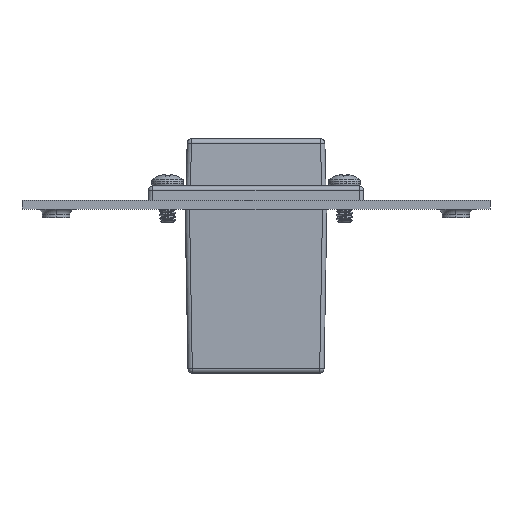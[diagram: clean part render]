
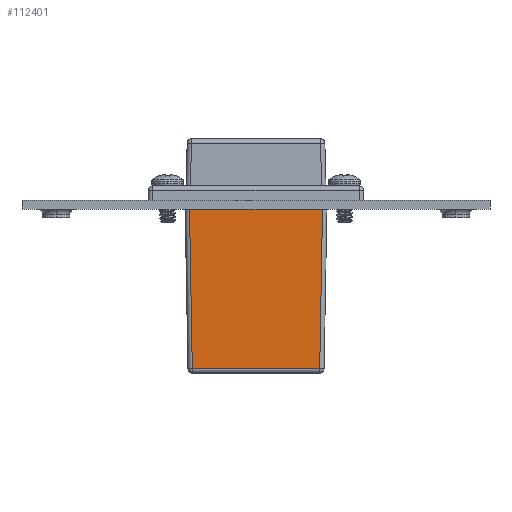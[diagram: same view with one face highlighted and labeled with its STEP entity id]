
A CAD part, left-side view. The second image highlights one B-rep face of the part: STEP entity #112401.
In plain terms, the highlighted face is planar.
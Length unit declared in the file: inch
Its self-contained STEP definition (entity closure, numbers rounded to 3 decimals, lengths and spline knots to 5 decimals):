
#7243 = VECTOR ( 'NONE', #13589, 39.37008 ) ;
#10756 = EDGE_CURVE ( 'NONE', #53432, #16614, #50893, .T. ) ;
#11455 = EDGE_CURVE ( 'NONE', #16614, #14087, #46179, .T. ) ;
#13589 = DIRECTION ( 'NONE',  ( -0.017, 0.017, -1. ) ) ;
#14057 = VERTEX_POINT ( 'NONE', #123104 ) ;
#14087 = VERTEX_POINT ( 'NONE', #115942 ) ;
#16614 = VERTEX_POINT ( 'NONE', #121645 ) ;
#17459 = DIRECTION ( 'NONE',  ( 0., 1., 0. ) ) ;
#18740 = FACE_OUTER_BOUND ( 'NONE', #111893, .T. ) ;
#18783 = DIRECTION ( 'NONE',  ( 0.017, 0.017, 1. ) ) ;
#36779 = CARTESIAN_POINT ( 'NONE',  ( 0.31713, 0.47047, 0. ) ) ;
#37420 = CARTESIAN_POINT ( 'NONE',  ( 0.33666, 0.47047, 1.11909 ) ) ;
#38085 = CARTESIAN_POINT ( 'NONE',  ( 0.33667, 0.46002, 1.11962 ) ) ;
#46179 = LINE ( 'NONE', #126855, #78863 ) ;
#50818 = ORIENTED_EDGE ( 'NONE', *, *, #115510, .F. ) ;
#50893 = LINE ( 'NONE', #89964, #7243 ) ;
#53432 = VERTEX_POINT ( 'NONE', #119490 ) ;
#58608 = LINE ( 'NONE', #38085, #75293 ) ;
#60735 = ORIENTED_EDGE ( 'NONE', *, *, #102614, .T. ) ;
#75117 = VECTOR ( 'NONE', #17459, 39.37008 ) ;
#75293 = VECTOR ( 'NONE', #18783, 39.37008 ) ;
#78863 = VECTOR ( 'NONE', #97401, 39.37008 ) ;
#86752 = DIRECTION ( 'NONE',  ( 1., 0., -0.017 ) ) ;
#89964 = CARTESIAN_POINT ( 'NONE',  ( 0.31685, -0.4402, -0.01589 ) ) ;
#95091 = AXIS2_PLACEMENT_3D ( 'NONE', #36779, #86752, #105917 ) ;
#97401 = DIRECTION ( 'NONE',  ( 0., 1., 0. ) ) ;
#102614 = EDGE_CURVE ( 'NONE', #14087, #14057, #58608, .T. ) ;
#105917 = DIRECTION ( 'NONE',  ( -0.017, 0., -1. ) ) ;
#109348 = ORIENTED_EDGE ( 'NONE', *, *, #11455, .T. ) ;
#111893 = EDGE_LOOP ( 'NONE', ( #50818, #124742, #109348, #60735 ) ) ;
#112401 = ADVANCED_FACE ( 'NONE', ( #18740 ), #115520, .T. ) ;
#115510 = EDGE_CURVE ( '??35', #53432, #14057, #125186, .T. ) ;
#115520 = PLANE ( 'NONE',  #95091 ) ;
#115942 = CARTESIAN_POINT ( 'NONE',  ( 0.31642, 0.43977, -0.0406 ) ) ;
#119490 = CARTESIAN_POINT ( 'NONE',  ( 0.33666, -0.46001, 1.11909 ) ) ;
#121645 = CARTESIAN_POINT ( 'NONE',  ( 0.31642, -0.43977, -0.0406 ) ) ;
#123104 = CARTESIAN_POINT ( 'NONE',  ( 0.33666, 0.46001, 1.11909 ) ) ;
#124742 = ORIENTED_EDGE ( 'NONE', *, *, #10756, .T. ) ;
#125186 = LINE ( 'NONE', #37420, #75117 ) ;
#126855 = CARTESIAN_POINT ( 'NONE',  ( 0.31642, 0.47047, -0.0406 ) ) ;
